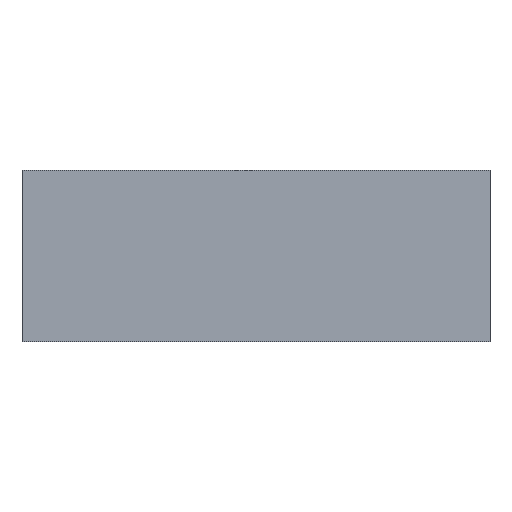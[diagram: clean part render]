
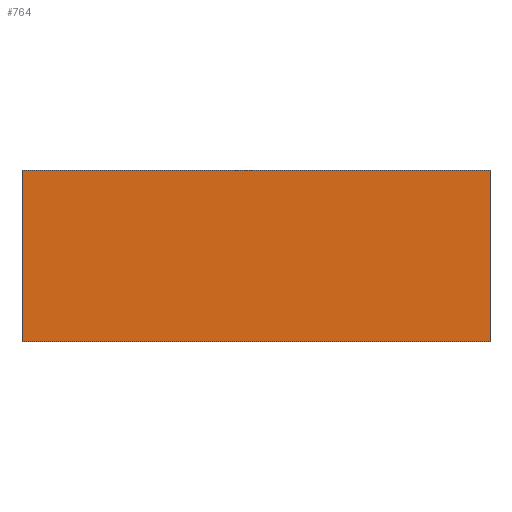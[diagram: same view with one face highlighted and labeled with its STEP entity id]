
A CAD part, front view. The second image highlights one B-rep face of the part: STEP entity #764.
In plain terms, the highlighted planar face has unit normal (0, -1, 0).
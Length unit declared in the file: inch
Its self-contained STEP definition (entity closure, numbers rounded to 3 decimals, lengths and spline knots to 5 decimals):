
#12 = DIRECTION ( 'NONE',  ( 0., -1., 0. ) ) ;
#21 = PLANE ( 'NONE',  #768 ) ;
#65 = DIRECTION ( 'NONE',  ( 0., 0., -1. ) ) ;
#98 = VERTEX_POINT ( 'NONE', #878 ) ;
#115 = EDGE_CURVE ( 'NONE', #98, #269, #1053, .T. ) ;
#142 = DIRECTION ( 'NONE',  ( -1., 0., 0. ) ) ;
#190 = VECTOR ( 'NONE', #809, 39.37008 ) ;
#269 = VERTEX_POINT ( 'NONE', #499 ) ;
#284 = EDGE_CURVE ( 'NONE', #818, #693, #831, .T. ) ;
#332 = DIRECTION ( 'NONE',  ( 0., 0., -1. ) ) ;
#354 = DIRECTION ( 'NONE',  ( 0., 0., 1. ) ) ;
#376 = VECTOR ( 'NONE', #65, 39.37008 ) ;
#395 = ORIENTED_EDGE ( 'NONE', *, *, #115, .F. ) ;
#445 = LINE ( 'NONE', #929, #1002 ) ;
#477 = LINE ( 'NONE', #1040, #376 ) ;
#499 = CARTESIAN_POINT ( 'NONE',  ( 0., 0., -1.875 ) ) ;
#534 = ORIENTED_EDGE ( 'NONE', *, *, #284, .F. ) ;
#562 = CARTESIAN_POINT ( 'NONE',  ( 0., 0., -1.875 ) ) ;
#642 = EDGE_CURVE ( 'NONE', #693, #98, #477, .T. ) ;
#658 = CARTESIAN_POINT ( 'NONE',  ( 5.125, 0., 0. ) ) ;
#690 = EDGE_LOOP ( 'NONE', ( #880, #395, #942, #534 ) ) ;
#693 = VERTEX_POINT ( 'NONE', #658 ) ;
#749 = FACE_OUTER_BOUND ( 'NONE', #690, .T. ) ;
#764 = ADVANCED_FACE ( 'NONE', ( #749 ), #21, .T. ) ;
#768 = AXIS2_PLACEMENT_3D ( 'NONE', #1056, #12, #332 ) ;
#809 = DIRECTION ( 'NONE',  ( 1., 0., 0. ) ) ;
#818 = VERTEX_POINT ( 'NONE', #904 ) ;
#825 = CARTESIAN_POINT ( 'NONE',  ( 0., 0., 0. ) ) ;
#831 = LINE ( 'NONE', #825, #190 ) ;
#878 = CARTESIAN_POINT ( 'NONE',  ( 5.125, 0., -1.875 ) ) ;
#880 = ORIENTED_EDGE ( 'NONE', *, *, #909, .F. ) ;
#903 = VECTOR ( 'NONE', #142, 39.37008 ) ;
#904 = CARTESIAN_POINT ( 'NONE',  ( 0., 0., 0. ) ) ;
#909 = EDGE_CURVE ( 'NONE', #269, #818, #445, .T. ) ;
#929 = CARTESIAN_POINT ( 'NONE',  ( 0., 0., 0. ) ) ;
#942 = ORIENTED_EDGE ( 'NONE', *, *, #642, .F. ) ;
#1002 = VECTOR ( 'NONE', #354, 39.37008 ) ;
#1040 = CARTESIAN_POINT ( 'NONE',  ( 5.125, 0., 0. ) ) ;
#1053 = LINE ( 'NONE', #562, #903 ) ;
#1056 = CARTESIAN_POINT ( 'NONE',  ( 0., 0., 0. ) ) ;
